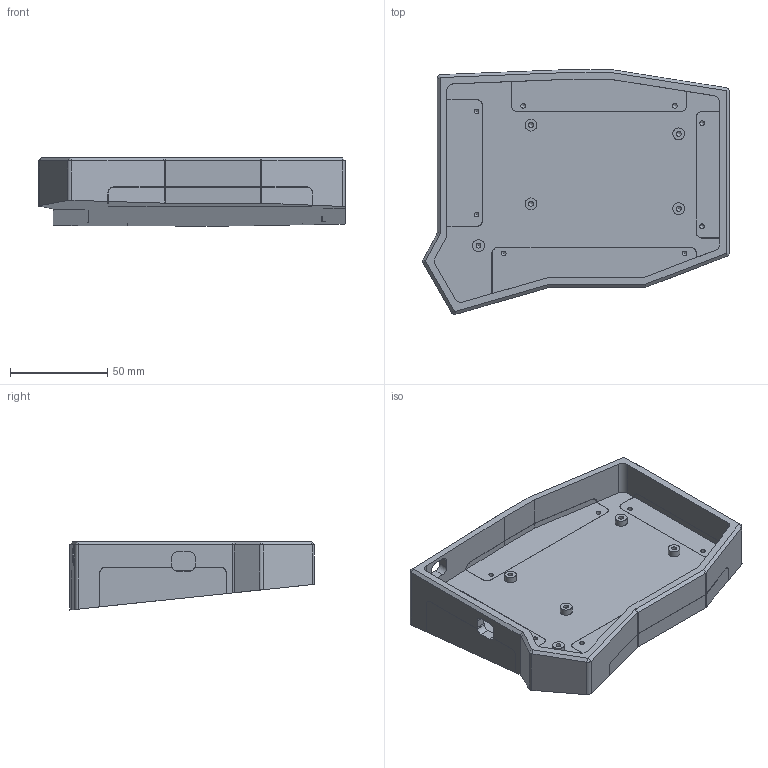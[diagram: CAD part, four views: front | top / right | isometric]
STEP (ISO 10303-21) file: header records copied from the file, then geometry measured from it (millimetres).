
FILE_DESCRIPTION(('FreeCAD Model'),'2;1');
FILE_NAME('Open CASCADE Shape Model','2021-07-24T05:04:08',('Author'),( ''),'Open CASCADE STEP processor 7.5','FreeCAD','Unknown');
FILE_SCHEMA(('AUTOMOTIVE_DESIGN { 1 0 10303 214 1 1 1 1 }'));
Length unit declared in the file: millimetre
Products named in the file (6): sofle_rgb; cutout1; cutout2; cutout3; cutout4; mainbody
Assembly tree (5 placements, depth 2):
  sofle_rgb
    cutout1
    cutout2
    cutout3
    cutout4
    mainbody
Bounding box: 157.64 x 125.8 x 35 mm (x, y, z)
Volume: 223478.9 mm3; surface area: 73019.7 mm2
Topology: 5 solids, 5 shells, 243 faces, 669 edges, 434 vertices
Faces by surface type: plane 120, cylinder 101, cone 22
Full cylindrical faces by diameter (mm): 2.4 x16, 2.5 x5, 6.1 x5
Entity records: 16761 total; most frequent: CARTESIAN_POINT 3290, DIRECTION 2573, LINE 1519, VECTOR 1519, ORIENTED_EDGE 1312, PCURVE 1312, DEFINITIONAL_REPRESENTATION 1312, EDGE_CURVE 656
